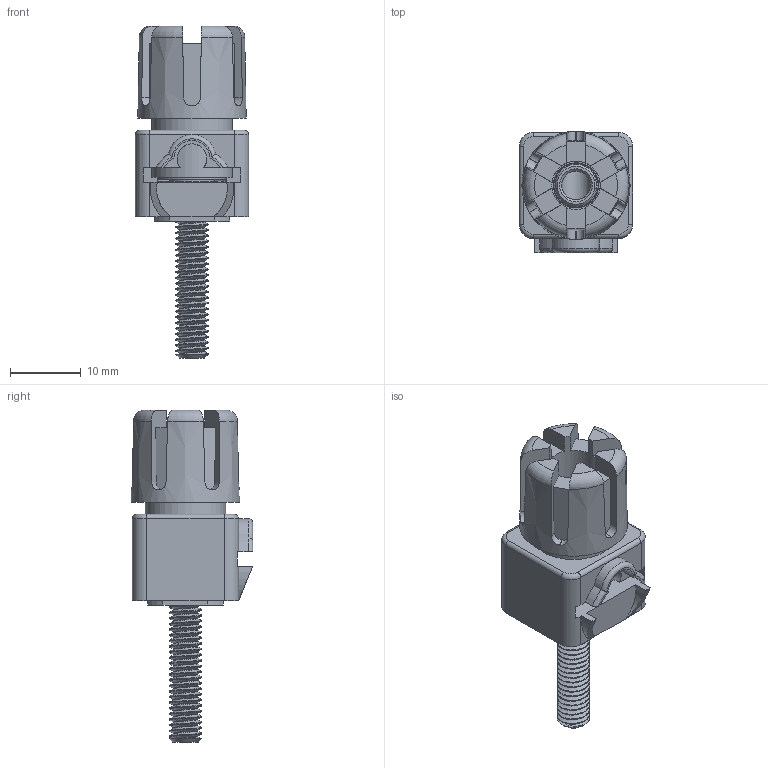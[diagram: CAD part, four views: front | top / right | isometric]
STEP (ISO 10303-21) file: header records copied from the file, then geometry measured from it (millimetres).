
FILE_DESCRIPTION(/* description */ (''),/* implementation_level */ '2;1');
FILE_NAME(/* name */ 'CL15942.stp',/* time_stamp */ '2025-10-03T14:29:09+01:00',/* author */ ('TOttley'),/* organization */ (''),/* preprocessor_version */ 'ST-DEVELOPER v20',/* originating_system */ 'Autodesk Inventor 2025',/* authorisation */ '');
FILE_SCHEMA (('AUTOMOTIVE_DESIGN { 1 0 10303 214 3 1 1 }'));
Length unit declared in the file: millimetre
Products named in the file (1): Part2
Bounding box: 16 x 17.15 x 46.9 mm (x, y, z)
Volume: 4494.9 mm3; surface area: 4946.1 mm2
Topology: 1 solids, 21 shells, 576 faces, 1524 edges, 1010 vertices
Faces by surface type: plane 324, cylinder 170, bspline 57, torus 13, cone 12
Full cylindrical faces by diameter (mm): 2 x4, 4.05 x2, 4.6 x25, 4.9 x1, 6.35 x6, 6.75 x1, 6.85 x1, 9.5 x2, 9.7 x1, 9.75 x1, 11.4 x1, 12 x1
Entity records: 32491 total; most frequent: CARTESIAN_POINT 18071, ORIENTED_EDGE 3048, DIRECTION 2595, EDGE_CURVE 1524, VERTEX_POINT 1010, LINE 865, VECTOR 865, AXIS2_PLACEMENT_3D 865
